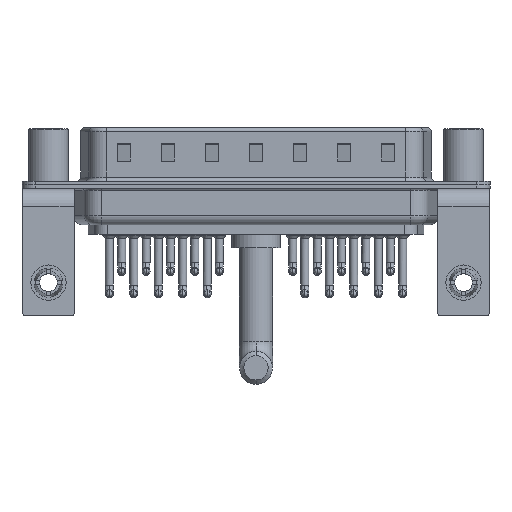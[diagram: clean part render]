
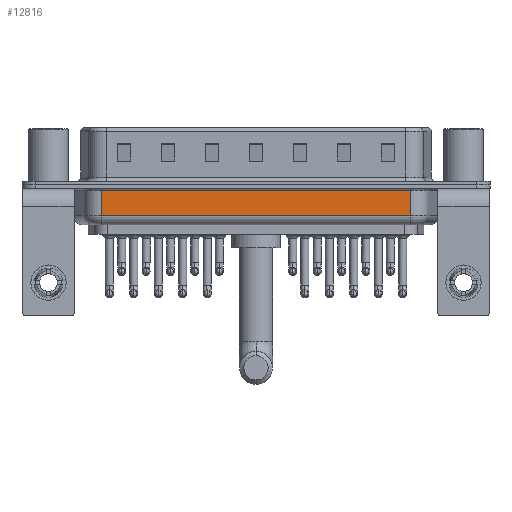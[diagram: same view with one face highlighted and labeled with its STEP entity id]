
A CAD part, front view. The second image highlights one B-rep face of the part: STEP entity #12816.
In plain terms, the highlighted planar face has unit normal (0, -1, 0).
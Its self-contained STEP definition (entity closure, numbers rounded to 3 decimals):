
#696 = CARTESIAN_POINT ( 'NONE',  ( 41.044, -5.35, -0.65 ) ) ;
#1225 = VERTEX_POINT ( 'NONE', #696 ) ;
#2026 = EDGE_CURVE ( 'NONE', #1225, #18819, #4550, .T. ) ;
#2043 = DIRECTION ( 'NONE',  ( 0., 0., 1. ) ) ;
#4164 = DIRECTION ( 'NONE',  ( 0., 0., 1. ) ) ;
#4281 = DIRECTION ( 'NONE',  ( 0., 1., 0. ) ) ;
#4550 = LINE ( 'NONE', #11087, #6561 ) ;
#5369 = EDGE_LOOP ( 'NONE', ( #24031, #29262, #8469, #8540 ) ) ;
#6080 = AXIS2_PLACEMENT_3D ( 'NONE', #15723, #4281, #2043 ) ;
#6120 = VECTOR ( 'NONE', #4164, 1000. ) ;
#6542 = CARTESIAN_POINT ( 'NONE',  ( 6.006, -5.35, -4.5 ) ) ;
#6561 = VECTOR ( 'NONE', #10944, 1000. ) ;
#6951 = PLANE ( 'NONE',  #6080 ) ;
#7036 = EDGE_CURVE ( 'NONE', #15884, #1225, #7876, .T. ) ;
#7876 = LINE ( 'NONE', #16789, #14924 ) ;
#8469 = ORIENTED_EDGE ( 'NONE', *, *, #7036, .T. ) ;
#8540 = ORIENTED_EDGE ( 'NONE', *, *, #2026, .T. ) ;
#10944 = DIRECTION ( 'NONE',  ( -1., 0., 0. ) ) ;
#11087 = CARTESIAN_POINT ( 'NONE',  ( 6.006, -5.35, -0.65 ) ) ;
#12816 = ADVANCED_FACE ( 'NONE', ( #25098 ), #6951, .F. ) ;
#14924 = VECTOR ( 'NONE', #18871, 1000. ) ;
#15264 = LINE ( 'NONE', #27156, #22848 ) ;
#15479 = EDGE_CURVE ( 'NONE', #16430, #15884, #15264, .T. ) ;
#15723 = CARTESIAN_POINT ( 'NONE',  ( 6.006, -5.35, -4.5 ) ) ;
#15884 = VERTEX_POINT ( 'NONE', #27126 ) ;
#16430 = VERTEX_POINT ( 'NONE', #18152 ) ;
#16789 = CARTESIAN_POINT ( 'NONE',  ( 41.044, -5.35, -4.5 ) ) ;
#18152 = CARTESIAN_POINT ( 'NONE',  ( 6.006, -5.35, -3.5 ) ) ;
#18819 = VERTEX_POINT ( 'NONE', #29043 ) ;
#18871 = DIRECTION ( 'NONE',  ( 0., 0., 1. ) ) ;
#22848 = VECTOR ( 'NONE', #24934, 1000. ) ;
#23788 = EDGE_CURVE ( 'NONE', #16430, #18819, #26917, .T. ) ;
#24031 = ORIENTED_EDGE ( 'NONE', *, *, #23788, .F. ) ;
#24934 = DIRECTION ( 'NONE',  ( 1., 0., 0. ) ) ;
#25098 = FACE_OUTER_BOUND ( 'NONE', #5369, .T. ) ;
#26917 = LINE ( 'NONE', #6542, #6120 ) ;
#27126 = CARTESIAN_POINT ( 'NONE',  ( 41.044, -5.35, -3.5 ) ) ;
#27156 = CARTESIAN_POINT ( 'NONE',  ( 6.006, -5.35, -3.5 ) ) ;
#29043 = CARTESIAN_POINT ( 'NONE',  ( 6.006, -5.35, -0.65 ) ) ;
#29262 = ORIENTED_EDGE ( 'NONE', *, *, #15479, .T. ) ;
